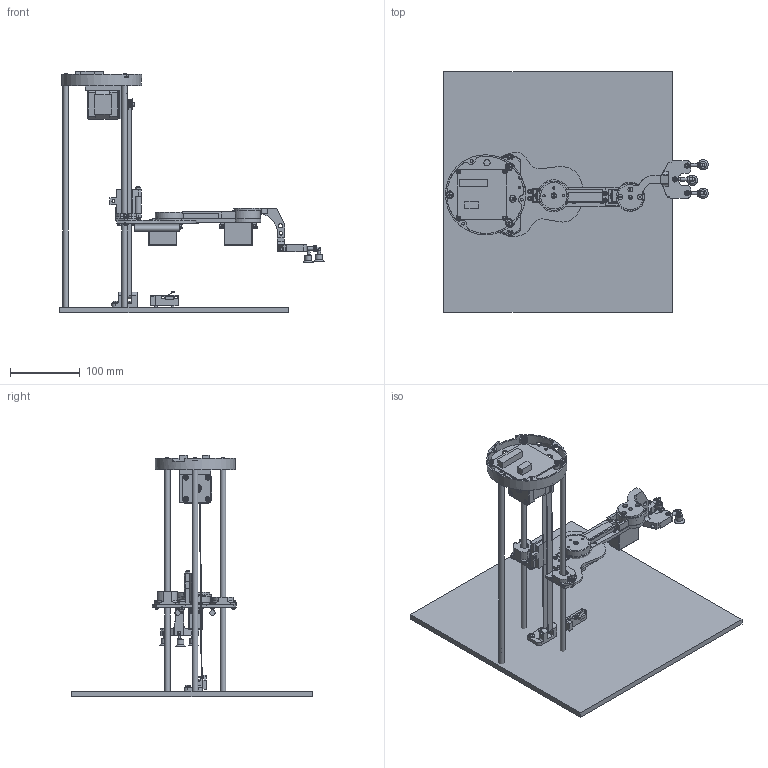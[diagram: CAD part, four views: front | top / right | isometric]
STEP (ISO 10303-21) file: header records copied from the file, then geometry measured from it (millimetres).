
FILE_DESCRIPTION(/* description */ (''),/* implementation_level */ '2;1');
FILE_NAME(/* name */ 'greifarm_minimal v11 v12.step',/* time_stamp */ '2023-04-29T19:41:00+02:00',/* author */ (''),/* organization */ (''),/* preprocessor_version */ 'ST-DEVELOPER v19.2',/* originating_system */ 'Autodesk Translation Framework v11.17.0.187',/* authorisation */ '');
FILE_SCHEMA (('AUTOMOTIVE_DESIGN { 1 0 10303 214 3 1 1 }'));
Products named in the file (28): greifarm_minimal v11; platinenkasten v6; endschalt v5; fundii v16; Component1; kkkopie-Schrittmotorhalter v4; NEMA17T5 v1; Base; Cuerpo; Tapa; Eje; socket button head cap screw_am_B18.3.4M - 3 x 0.5 x 5 SBHCS --N; T5 Pulley; pan cross head_am_B18.6.7M - M3 x 0.5 x 5 Type I Cross Recessed PHMS 
--5N; instrument ball bearing_68_am_AFBMA 12.1.4.1 - 0050-11 - 10,SI,NC,10_
68; Seilrollenhalter v1; arm_1 v1; Saugnapfarm v7; Servo MG996R v1; 8mm Bearing SKF 608 RS 286-7530 v1; cross_recessed_phillips_pan_head_M4x25; cross_recessed_phillips_pan_head_M4x12; M3x10mm; DIN 934 Nut M3; cross_recessed_phillips_pan_head_M4x45; DIN 934 Nut M4; Elbow+Fitting+Skizze+Originall; saugnapf v1
Assembly tree (92 placements, depth 3):
  greifarm_minimal v11
    platinenkasten v6
    endschalt v5
    fundii v16
      Component1
    kkkopie-Schrittmotorhalter v4
    NEMA17T5 v1
      Base
      Cuerpo
      Tapa
      pan cross head_am_B18.6.7M - M3 x 0.5 x 5 Type I Cross Recessed PHMS 
--5N  x4
      Eje
      instrument ball bearing_68_am_AFBMA 12.1.4.1 - 0050-11 - 10,SI,NC,10_
68  x2
      socket button head cap screw_am_B18.3.4M - 3 x 0.5 x 5 SBHCS --N
      T5 Pulley
    Servo MG996R v1  x2
    Seilrollenhalter v1
    arm_1 v1
    Saugnapfarm v7
    8mm Bearing SKF 608 RS 286-7530 v1  x3
    cross_recessed_phillips_pan_head_M4x12  x11
    cross_recessed_phillips_pan_head_M4x25  x6
    M3x10mm  x16
    DIN 934 Nut M3  x12
    DIN 934 Nut M4  x14
    cross_recessed_phillips_pan_head_M4x45
    saugnapf v1  x3
    Elbow+Fitting+Skizze+Originall  x3
Bounding box: 380.04 x 346.02 x 347.1 mm (x, y, z)
Volume: 1345317.2 mm3; surface area: 480150.6 mm2
Topology: 128 solids, 128 shells, 3121 faces, 7446 edges, 4664 vertices
Faces by surface type: plane 1546, cylinder 702, torus 400, cone 219, bspline 186, sphere 68
Full cylindrical faces by diameter (mm): 2 x6, 2.5 x12, 2.6 x4, 2.927 x16, 3 x18, 3.047 x1, 3.3 x14, 3.5 x7, 3.592 x1, 3.736 x1, 3.998 x2, 4 x72, 4.001 x1, 4.052 x1, 4.123 x3, 4.149 x3, 4.2 x1, 4.4 x6, 5 x36, 5.6 x4, 5.7 x1, 6 x2, 6.2 x4, 6.325 x1, 6.5 x12, 6.8 x4, 7 x4, 7.184 x2, 7.6 x1, 7.81 x1
Entity records: 54094 total; most frequent: CARTESIAN_POINT 18296, DIRECTION 7384, ORIENTED_EDGE 6948, EDGE_CURVE 3474, AXIS2_PLACEMENT_3D 2742, VERTEX_POINT 2226, LINE 1900, VECTOR 1900
